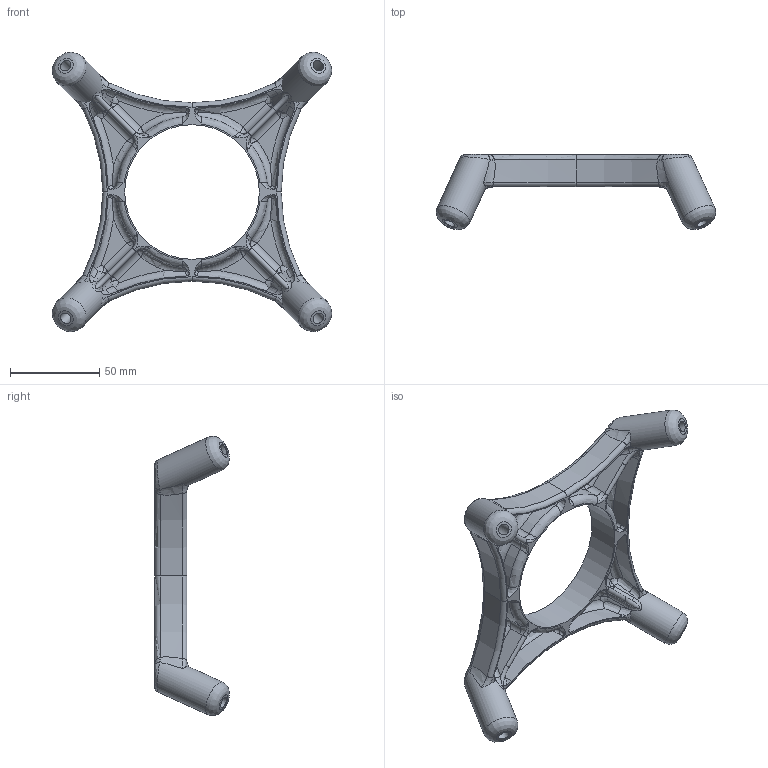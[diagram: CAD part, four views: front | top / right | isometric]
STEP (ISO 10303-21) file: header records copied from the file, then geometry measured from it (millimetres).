
FILE_DESCRIPTION(/* description */ (''),/* implementation_level */ '2;1');
FILE_NAME(/* name */ 'miniquadrat_platform.step',/* time_stamp */ '2023-12-16T23:54:48-06:00',/* author */ (''),/* organization */ (''),/* preprocessor_version */ 'ST-DEVELOPER v20',/* originating_system */ 'Autodesk Translation Framework v12.14.0.127',/* authorisation */ '');
FILE_SCHEMA (('AUTOMOTIVE_DESIGN { 1 0 10303 214 3 1 1 }'));
Length unit declared in the file: millimetre
Products named in the file (1): platform
Bounding box: 156.6 x 41.83 x 156.6 mm (x, y, z)
Volume: 113861.7 mm3; surface area: 49934.3 mm2
Topology: 1 solids, 1 shells, 307 faces, 795 edges, 458 vertices
Faces by surface type: bspline 132, cylinder 101, torus 44, plane 30
Full cylindrical faces by diameter (mm): 6.15 x4, 20 x4, 75.5 x1
Entity records: 15156 total; most frequent: CARTESIAN_POINT 8717, ORIENTED_EDGE 1526, DIRECTION 1057, EDGE_CURVE 763, AXIS2_PLACEMENT_3D 466, VERTEX_POINT 458, B_SPLINE_CURVE_WITH_KNOTS 348, EDGE_LOOP 317
